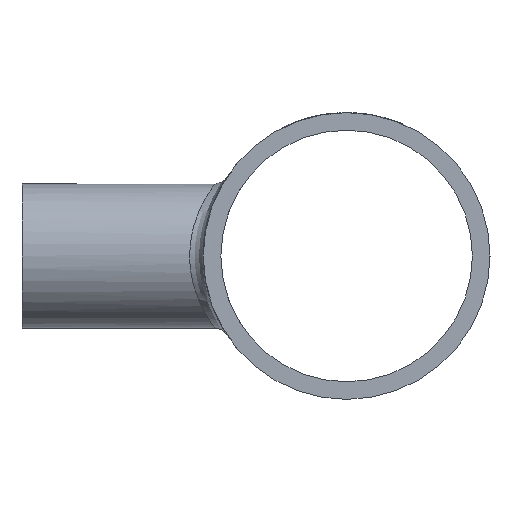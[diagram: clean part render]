
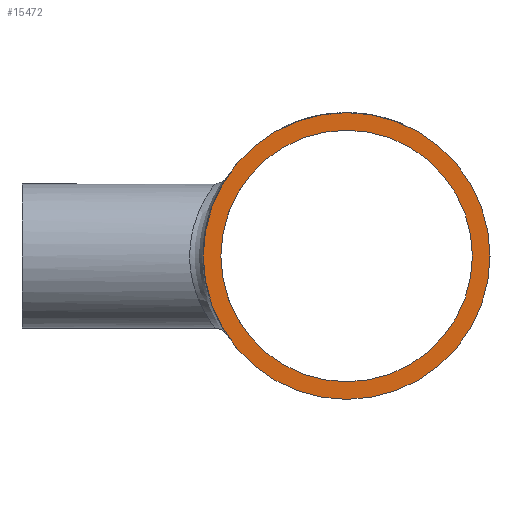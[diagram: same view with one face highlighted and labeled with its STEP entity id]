
A CAD part, left-side view. The second image highlights one B-rep face of the part: STEP entity #15472.
In plain terms, the highlighted planar face has unit normal (-1, 0, 0).
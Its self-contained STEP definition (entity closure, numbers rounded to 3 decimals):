
#346 = EDGE_LOOP ( 'NONE', ( #4221 ) ) ;
#517 = DIRECTION ( 'NONE',  ( 0., 0., 1. ) ) ;
#917 = VERTEX_POINT ( 'NONE', #6901 ) ;
#935 = AXIS2_PLACEMENT_3D ( 'NONE', #4081, #11442, #13782 ) ;
#1116 = CIRCLE ( 'NONE', #7507, 21.2 ) ;
#3307 = CARTESIAN_POINT ( 'NONE',  ( -48., 0., 21.2 ) ) ;
#4081 = CARTESIAN_POINT ( 'NONE',  ( -48., 0., 0. ) ) ;
#4221 = ORIENTED_EDGE ( 'NONE', *, *, #15608, .T. ) ;
#4884 = CIRCLE ( 'NONE', #8121, 18.6 ) ;
#6500 = PLANE ( 'NONE',  #935 ) ;
#6800 = DIRECTION ( 'NONE',  ( 0., 0., 1. ) ) ;
#6901 = CARTESIAN_POINT ( 'NONE',  ( -48., 0., 18.6 ) ) ;
#6937 = EDGE_CURVE ( 'NONE', #917, #917, #4884, .T. ) ;
#7507 = AXIS2_PLACEMENT_3D ( 'NONE', #12825, #7981, #6800 ) ;
#7981 = DIRECTION ( 'NONE',  ( -1., 0., 0. ) ) ;
#8121 = AXIS2_PLACEMENT_3D ( 'NONE', #15104, #10400, #517 ) ;
#9051 = ORIENTED_EDGE ( 'NONE', *, *, #6937, .F. ) ;
#9337 = FACE_OUTER_BOUND ( 'NONE', #346, .T. ) ;
#10400 = DIRECTION ( 'NONE',  ( -1., 0., 0. ) ) ;
#10694 = VERTEX_POINT ( 'NONE', #3307 ) ;
#11442 = DIRECTION ( 'NONE',  ( -1., 0., 0. ) ) ;
#12629 = FACE_BOUND ( 'NONE', #15497, .T. ) ;
#12825 = CARTESIAN_POINT ( 'NONE',  ( -48., 0., 0. ) ) ;
#13782 = DIRECTION ( 'NONE',  ( 0., 0., 1. ) ) ;
#15104 = CARTESIAN_POINT ( 'NONE',  ( -48., 0., 0. ) ) ;
#15472 = ADVANCED_FACE ( 'NONE', ( #12629, #9337 ), #6500, .T. ) ;
#15497 = EDGE_LOOP ( 'NONE', ( #9051 ) ) ;
#15608 = EDGE_CURVE ( 'NONE', #10694, #10694, #1116, .T. ) ;
